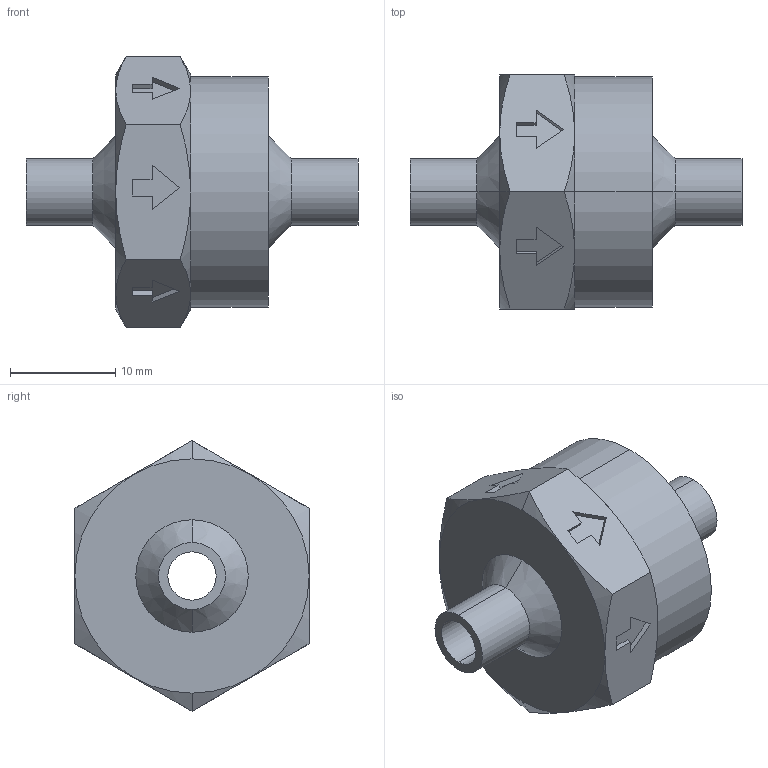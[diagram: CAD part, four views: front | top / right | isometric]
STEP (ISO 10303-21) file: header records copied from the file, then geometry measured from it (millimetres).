
FILE_DESCRIPTION (( 'STEP AP214' ), '1' );
FILE_NAME ('100000060322.STEP', '2025-11-04T06:33:52', ( 'Microsoft' ), ( 'Microsoft' ), 'SwSTEP 2.0', 'SolidWorks 2025', '' );
FILE_SCHEMA (( 'AUTOMOTIVE_DESIGN' ));
Length unit declared in the file: millimetre
Products named in the file (1): 100000060322
Bounding box: 31.5 x 22.23 x 25.66 mm (x, y, z)
Volume: 5889.6 mm3; surface area: 2633.2 mm2
Topology: 1 solids, 1 shells, 87 faces, 208 edges, 132 vertices
Faces by surface type: plane 59, cone 20, cylinder 8
Entity records: 2481 total; most frequent: CARTESIAN_POINT 476, ORIENTED_EDGE 416, DIRECTION 396, EDGE_CURVE 208, LINE 148, VECTOR 148, VERTEX_POINT 132, AXIS2_PLACEMENT_3D 124
